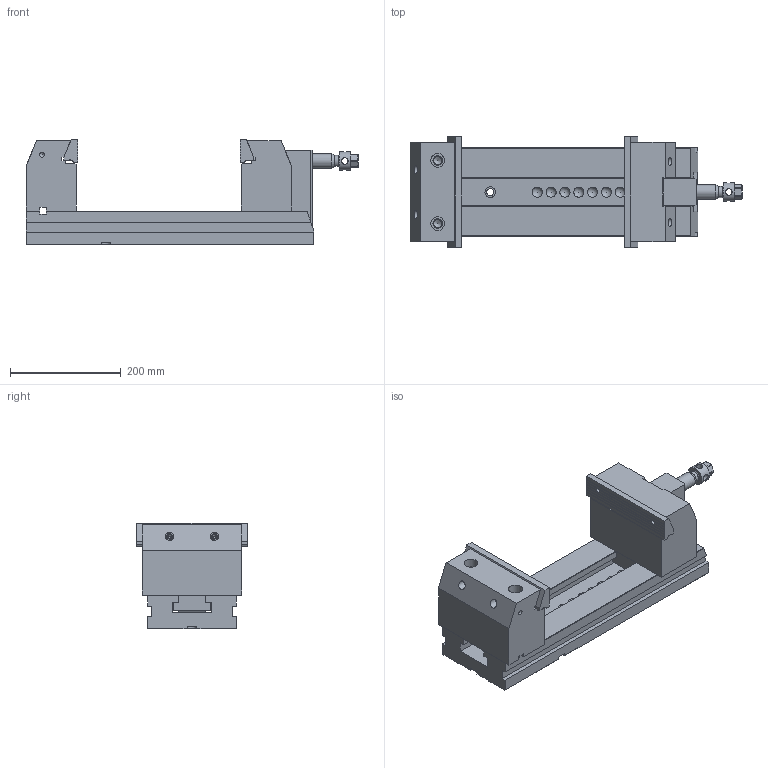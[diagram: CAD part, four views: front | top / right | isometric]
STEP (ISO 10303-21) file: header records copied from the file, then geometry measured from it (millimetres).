
FILE_DESCRIPTION(/* description */ (''),/* implementation_level */ '2;1');
FILE_NAME(/* name */ '300_200L_Mordaza.stp',/* time_stamp */ '2019-07-04T13:21:51+02:00',/* author */ (''),/* organization */ (''),/* preprocessor_version */ 'ST-DEVELOPER v16',/* originating_system */ 'SIEMENS PLM Software NX 11.0',/* authorisation */ '');
FILE_SCHEMA (('AUTOMOTIVE_DESIGN { 1 0 10303 214 3 1 1 1 }'));
Length unit declared in the file: millimetre
Products named in the file (1): 300_200L_Mordaza
Bounding box: 600 x 200 x 191 mm (x, y, z)
Volume: 8065002.5 mm3; surface area: 712412.1 mm2
Topology: 10 solids, 10 shells, 472 faces, 1320 edges, 881 vertices
Faces by surface type: plane 279, cylinder 134, cone 37, sphere 12, torus 9, bspline 1
Full cylindrical faces by diameter (mm): 4.2 x1, 5.188 x5, 6.985 x4, 8.5 x4, 8.782 x6, 10 x4, 10.579 x3, 12 x4, 12.376 x2, 13 x5, 14.376 x2, 15 x6, 16 x2, 16.5 x1, 17 x2, 19 x5, 20 x3, 21.25 x1, 22 x2, 25 x2, 26 x1, 30 x2, 33.8 x1, 34 x3
Entity records: 15241 total; most frequent: CARTESIAN_POINT 3174, DIRECTION 2262, ORIENTED_EDGE 2190, EDGE_CURVE 1095, VERTEX_POINT 799, AXIS2_PLACEMENT_3D 764, LINE 734, VECTOR 734
